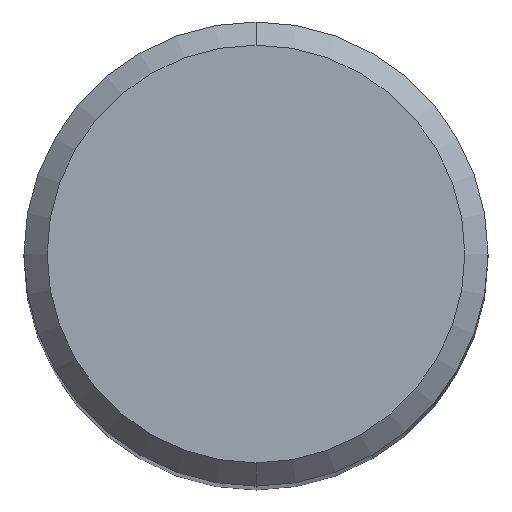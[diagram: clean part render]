
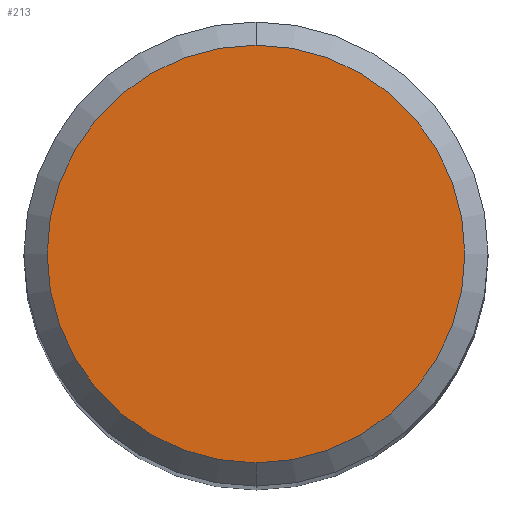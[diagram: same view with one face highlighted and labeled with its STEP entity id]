
A CAD part, top view. The second image highlights one B-rep face of the part: STEP entity #213.
In plain terms, the highlighted planar face has unit normal (0, 0, 1).
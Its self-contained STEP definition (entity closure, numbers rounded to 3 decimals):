
#213=ADVANCED_FACE('',(#534),#535,.T.);
#273=VERTEX_POINT('',#599);
#333=EDGE_CURVE('',#367,#273,#665,.T.);
#367=VERTEX_POINT('',#704);
#403=EDGE_CURVE('',#273,#367,#744,.T.);
#534=FACE_OUTER_BOUND('',#934,.T.);
#535=PLANE('',#935);
#599=CARTESIAN_POINT('',(0.0,4.5,0.0));
#665=CIRCLE('',#1238,4.5);
#704=CARTESIAN_POINT('',(0.,-4.5,0.0));
#744=CIRCLE('',#1371,4.5);
#934=EDGE_LOOP('',(#1562,#1563));
#935=AXIS2_PLACEMENT_3D('',#1564,#1565,#1566);
#1238=AXIS2_PLACEMENT_3D('',#1687,#1688,#1689);
#1371=AXIS2_PLACEMENT_3D('',#1787,#1788,#1789);
#1562=ORIENTED_EDGE('',*,*,#403,.F.);
#1563=ORIENTED_EDGE('',*,*,#333,.F.);
#1564=CARTESIAN_POINT('',(0.0,2.25,0.0));
#1565=DIRECTION('',(-0.0,0.0,1.0));
#1566=DIRECTION('',(0.0,-1.0,0.0));
#1687=CARTESIAN_POINT('',(0.0,0.0,0.0));
#1688=DIRECTION('',(0.0,0.0,-1.0));
#1689=DIRECTION('',(0.0,1.0,0.0));
#1787=CARTESIAN_POINT('',(0.0,0.0,0.0));
#1788=DIRECTION('',(0.0,0.0,-1.0));
#1789=DIRECTION('',(0.0,1.0,0.0));
